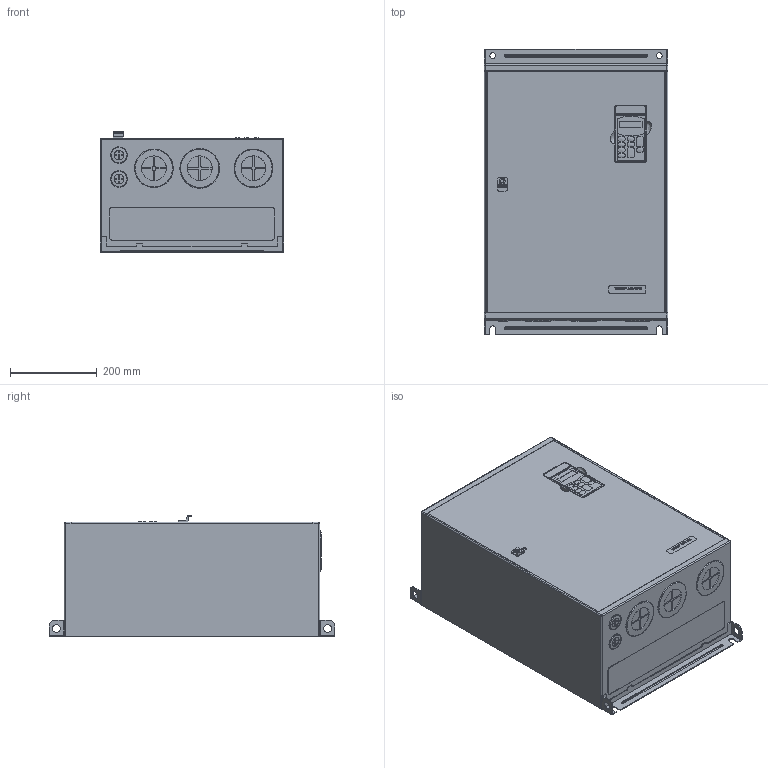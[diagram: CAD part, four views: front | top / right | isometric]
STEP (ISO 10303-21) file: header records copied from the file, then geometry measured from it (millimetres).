
FILE_DESCRIPTION (( 'STEP AP214' ), '1' );
FILE_NAME ('GS3-4100.step', '2014-07-21T20:34:15', ( '' ), ( '' ), 'SwSTEP 2.0', 'SolidWorks 2013', '' );
FILE_SCHEMA (( 'AUTOMOTIVE_DESIGN' ));
Length unit declared in the file: inch
Products named in the file (1): GS3-4100
Bounding box: 424.94 x 659.89 x 278.75 mm (x, y, z)
Volume: 66366921.7 mm3; surface area: 1157275.2 mm2
Topology: 3 solids, 3 shells, 841 faces, 2162 edges, 1396 vertices
Faces by surface type: plane 454, cylinder 183, bspline 178, torus 20, sphere 6
Entity records: 50785 total; most frequent: CARTESIAN_POINT 22115, ORIENTED_EDGE 4312, DIRECTION 3456, EDGE_CURVE 2156, VERTEX_POINT 1396, VECTOR 1346, LINE 1346, AXIS2_PLACEMENT_3D 1055
